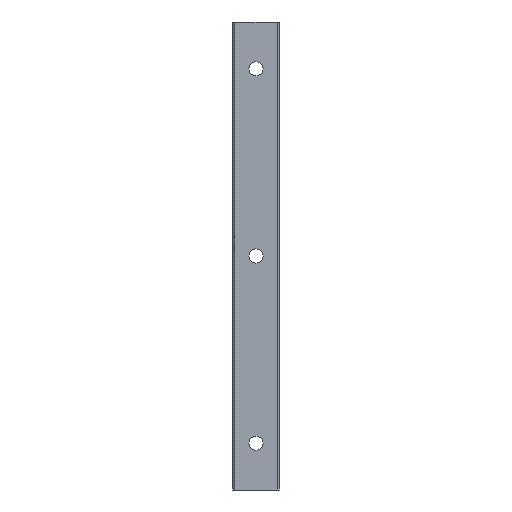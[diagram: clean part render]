
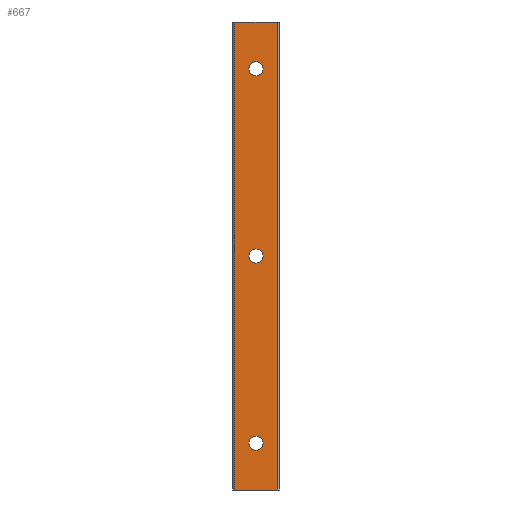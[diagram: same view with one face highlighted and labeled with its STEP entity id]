
A CAD part, front view. The second image highlights one B-rep face of the part: STEP entity #667.
In plain terms, the highlighted planar face has unit normal (0, -1, 0).
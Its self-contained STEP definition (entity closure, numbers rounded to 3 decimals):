
#573 = VERTEX_POINT ( 'NONE', #929 ) ;
#574 = EDGE_CURVE ( 'NONE', #573, #1506, #928, .T. ) ;
#617 = EDGE_CURVE ( 'NONE', #1506, #625, #982, .T. ) ;
#625 = VERTEX_POINT ( 'NONE', #986 ) ;
#634 = ORIENTED_EDGE ( 'NONE', *, *, #669, .T. ) ;
#635 = ORIENTED_EDGE ( 'NONE', *, *, #1522, .T. ) ;
#636 = EDGE_CURVE ( 'NONE', #1381, #1359, #975, .T. ) ;
#639 = EDGE_LOOP ( 'NONE', ( #660, #751 ) ) ;
#648 = EDGE_CURVE ( 'NONE', #1366, #1374, #997, .T. ) ;
#657 = ORIENTED_EDGE ( 'NONE', *, *, #574, .T. ) ;
#659 = EDGE_LOOP ( 'NONE', ( #762, #664 ) ) ;
#660 = ORIENTED_EDGE ( 'NONE', *, *, #636, .T. ) ;
#661 = ORIENTED_EDGE ( 'NONE', *, *, #617, .T. ) ;
#663 = EDGE_LOOP ( 'NONE', ( #634, #635 ) ) ;
#664 = ORIENTED_EDGE ( 'NONE', *, *, #1400, .T. ) ;
#665 = EDGE_LOOP ( 'NONE', ( #666, #795, #657, #661 ) ) ;
#666 = ORIENTED_EDGE ( 'NONE', *, *, #1491, .T. ) ;
#667 = ADVANCED_FACE ( 'NONE', ( #1017, #1009, #1031, #1012 ), #1030, .T. ) ;
#669 = EDGE_CURVE ( 'NONE', #1529, #1523, #1019, .T. ) ;
#751 = ORIENTED_EDGE ( 'NONE', *, *, #1380, .T. ) ;
#762 = ORIENTED_EDGE ( 'NONE', *, *, #648, .T. ) ;
#795 = ORIENTED_EDGE ( 'NONE', *, *, #1500, .T. ) ;
#881 = VECTOR ( 'NONE', #926, 1000. ) ;
#926 = DIRECTION ( 'NONE',  ( 0., 0., 1. ) ) ;
#927 = CARTESIAN_POINT ( 'NONE',  ( 6.8, -15., -75. ) ) ;
#928 = LINE ( 'NONE', #927, #881 ) ;
#929 = CARTESIAN_POINT ( 'NONE',  ( 6.8, -15., -75. ) ) ;
#961 = DIRECTION ( 'NONE',  ( -1., 0., 0. ) ) ;
#963 = CARTESIAN_POINT ( 'NONE',  ( 0., -15., -60. ) ) ;
#968 = DIRECTION ( 'NONE',  ( -1., 0., 0. ) ) ;
#969 = CARTESIAN_POINT ( 'NONE',  ( -6.8, -15., 75. ) ) ;
#970 = VECTOR ( 'NONE', #968, 1000. ) ;
#973 = DIRECTION ( 'NONE',  ( 0., 1., 0. ) ) ;
#974 = AXIS2_PLACEMENT_3D ( 'NONE', #963, #973, #961 ) ;
#975 = CIRCLE ( 'NONE', #974, 2.25 ) ;
#982 = LINE ( 'NONE', #969, #970 ) ;
#986 = CARTESIAN_POINT ( 'NONE',  ( -6.8, -15., 75. ) ) ;
#989 = DIRECTION ( 'NONE',  ( -1., 0., 0. ) ) ;
#994 = CARTESIAN_POINT ( 'NONE',  ( 0., -15., 0. ) ) ;
#995 = AXIS2_PLACEMENT_3D ( 'NONE', #994, #996, #989 ) ;
#996 = DIRECTION ( 'NONE',  ( 0., 1., 0. ) ) ;
#997 = CIRCLE ( 'NONE', #995, 2.25 ) ;
#1004 = DIRECTION ( 'NONE',  ( -1., 0., 0. ) ) ;
#1005 = DIRECTION ( 'NONE',  ( 0., 1., 0. ) ) ;
#1006 = CARTESIAN_POINT ( 'NONE',  ( 0., -15., 60. ) ) ;
#1007 = AXIS2_PLACEMENT_3D ( 'NONE', #1006, #1005, #1004 ) ;
#1009 = FACE_BOUND ( 'NONE', #639, .T. ) ;
#1010 = CARTESIAN_POINT ( 'NONE',  ( -6.8, -15., -75. ) ) ;
#1011 = AXIS2_PLACEMENT_3D ( 'NONE', #1010, #1018, #1020 ) ;
#1012 = FACE_OUTER_BOUND ( 'NONE', #665, .T. ) ;
#1017 = FACE_BOUND ( 'NONE', #663, .T. ) ;
#1018 = DIRECTION ( 'NONE',  ( 0., -1., 0. ) ) ;
#1019 = CIRCLE ( 'NONE', #1007, 2.25 ) ;
#1020 = DIRECTION ( 'NONE',  ( 0., 0., -1. ) ) ;
#1030 = PLANE ( 'NONE',  #1011 ) ;
#1031 = FACE_BOUND ( 'NONE', #659, .T. ) ;
#1047 = CARTESIAN_POINT ( 'NONE',  ( 2.25, -15., -60. ) ) ;
#1083 = CARTESIAN_POINT ( 'NONE',  ( 2.25, -15., 0. ) ) ;
#1088 = CARTESIAN_POINT ( 'NONE',  ( -2.25, -15., 0. ) ) ;
#1100 = AXIS2_PLACEMENT_3D ( 'NONE', #1120, #1119, #1114 ) ;
#1101 = CIRCLE ( 'NONE', #1100, 2.25 ) ;
#1108 = DIRECTION ( 'NONE',  ( -1., 0., 0. ) ) ;
#1109 = DIRECTION ( 'NONE',  ( 0., 1., 0. ) ) ;
#1110 = CARTESIAN_POINT ( 'NONE',  ( 0., -15., 0. ) ) ;
#1111 = AXIS2_PLACEMENT_3D ( 'NONE', #1110, #1109, #1108 ) ;
#1112 = CIRCLE ( 'NONE', #1111, 2.25 ) ;
#1113 = CARTESIAN_POINT ( 'NONE',  ( -2.25, -15., -60. ) ) ;
#1114 = DIRECTION ( 'NONE',  ( -1., 0., 0. ) ) ;
#1119 = DIRECTION ( 'NONE',  ( 0., 1., 0. ) ) ;
#1120 = CARTESIAN_POINT ( 'NONE',  ( 0., -15., -60. ) ) ;
#1270 = CARTESIAN_POINT ( 'NONE',  ( 6.8, -15., 75. ) ) ;
#1271 = DIRECTION ( 'NONE',  ( 1., 0., 0. ) ) ;
#1272 = VECTOR ( 'NONE', #1271, 1000. ) ;
#1273 = CARTESIAN_POINT ( 'NONE',  ( -6.8, -15., -75. ) ) ;
#1278 = CARTESIAN_POINT ( 'NONE',  ( -2.25, -15., 60. ) ) ;
#1279 = CARTESIAN_POINT ( 'NONE',  ( 2.25, -15., 60. ) ) ;
#1280 = DIRECTION ( 'NONE',  ( -1., 0., 0. ) ) ;
#1281 = DIRECTION ( 'NONE',  ( 0., 1., 0. ) ) ;
#1282 = CARTESIAN_POINT ( 'NONE',  ( 0., -15., 60. ) ) ;
#1283 = AXIS2_PLACEMENT_3D ( 'NONE', #1282, #1281, #1280 ) ;
#1284 = CIRCLE ( 'NONE', #1283, 2.25 ) ;
#1295 = DIRECTION ( 'NONE',  ( 0., 0., -1. ) ) ;
#1296 = VECTOR ( 'NONE', #1295, 1000. ) ;
#1297 = CARTESIAN_POINT ( 'NONE',  ( -6.8, -15., -75. ) ) ;
#1298 = LINE ( 'NONE', #1297, #1296 ) ;
#1319 = LINE ( 'NONE', #1273, #1272 ) ;
#1331 = CARTESIAN_POINT ( 'NONE',  ( -6.8, -15., -75. ) ) ;
#1359 = VERTEX_POINT ( 'NONE', #1047 ) ;
#1366 = VERTEX_POINT ( 'NONE', #1088 ) ;
#1374 = VERTEX_POINT ( 'NONE', #1083 ) ;
#1380 = EDGE_CURVE ( 'NONE', #1359, #1381, #1101, .T. ) ;
#1381 = VERTEX_POINT ( 'NONE', #1113 ) ;
#1400 = EDGE_CURVE ( 'NONE', #1374, #1366, #1112, .T. ) ;
#1479 = VERTEX_POINT ( 'NONE', #1331 ) ;
#1491 = EDGE_CURVE ( 'NONE', #625, #1479, #1298, .T. ) ;
#1500 = EDGE_CURVE ( 'NONE', #1479, #573, #1319, .T. ) ;
#1506 = VERTEX_POINT ( 'NONE', #1270 ) ;
#1522 = EDGE_CURVE ( 'NONE', #1523, #1529, #1284, .T. ) ;
#1523 = VERTEX_POINT ( 'NONE', #1279 ) ;
#1529 = VERTEX_POINT ( 'NONE', #1278 ) ;
